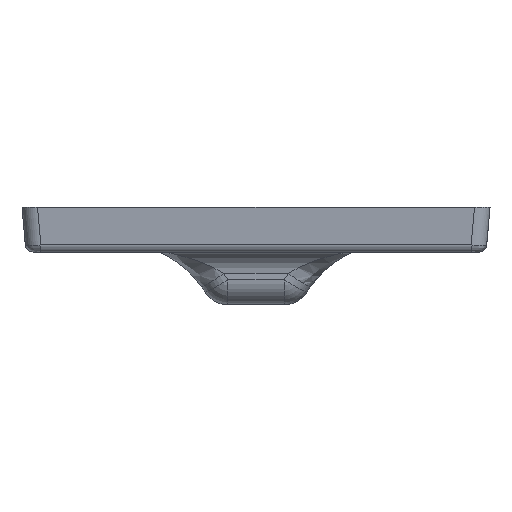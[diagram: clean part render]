
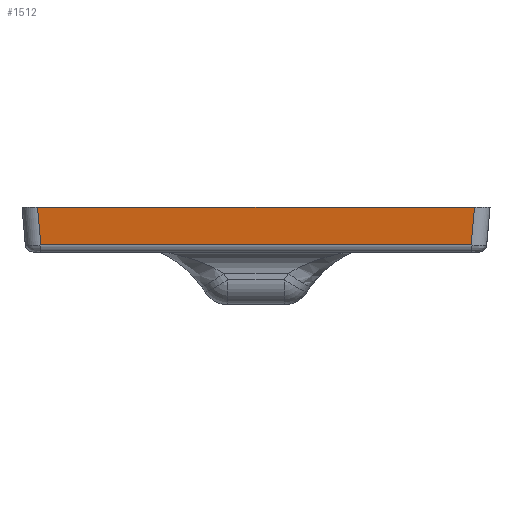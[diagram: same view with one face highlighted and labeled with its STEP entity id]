
A CAD part, front view. The second image highlights one B-rep face of the part: STEP entity #1512.
In plain terms, the highlighted planar face has unit normal (0, -0.996, -0.087).
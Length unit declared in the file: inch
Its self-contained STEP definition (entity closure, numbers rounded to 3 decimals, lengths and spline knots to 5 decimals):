
#1078 = DIRECTION ( 'NONE',  ( -1., 0., 0. ) ) ;
#1202 = CARTESIAN_POINT ( 'NONE',  ( 0.55593, -1.76578, -0.04827 ) ) ;
#1332 = ORIENTED_EDGE ( 'NONE', *, *, #5806, .F. ) ;
#1373 = ORIENTED_EDGE ( 'NONE', *, *, #8891, .F. ) ;
#1512 = ADVANCED_FACE ( 'NONE', ( #9988 ), #8720, .T. ) ;
#1573 = ORIENTED_EDGE ( 'NONE', *, *, #9760, .T. ) ;
#1935 = CARTESIAN_POINT ( 'NONE',  ( 0.55169, -1.76154, -0.09674 ) ) ;
#2244 = LINE ( 'NONE', #1202, #6835 ) ;
#3069 = CARTESIAN_POINT ( 'NONE',  ( 0., -1.77, 0. ) ) ;
#3581 = CARTESIAN_POINT ( 'NONE',  ( 0.56015, -1.77, 0. ) ) ;
#3858 = VECTOR ( 'NONE', #14240, 39.37008 ) ;
#5143 = VECTOR ( 'NONE', #5632, 39.37008 ) ;
#5632 = DIRECTION ( 'NONE',  ( 1., 0., 0. ) ) ;
#5806 = EDGE_CURVE ( 'NONE', #13904, #15348, #15794, .T. ) ;
#6426 = DIRECTION ( 'NONE',  ( -0.087, 0.087, -0.992 ) ) ;
#6462 = ORIENTED_EDGE ( 'NONE', *, *, #9534, .F. ) ;
#6835 = VECTOR ( 'NONE', #6426, 39.37008 ) ;
#7949 = EDGE_LOOP ( 'NONE', ( #1573, #6462, #1373, #1332 ) ) ;
#8720 = PLANE ( 'NONE',  #10252 ) ;
#8754 = CARTESIAN_POINT ( 'NONE',  ( -0.56015, -1.77, 0. ) ) ;
#8891 = EDGE_CURVE ( 'NONE', #15348, #9869, #2244, .T. ) ;
#9534 = EDGE_CURVE ( 'NONE', #9869, #14271, #15268, .T. ) ;
#9760 = EDGE_CURVE ( 'NONE', #13904, #14271, #16630, .T. ) ;
#9869 = VERTEX_POINT ( 'NONE', #1935 ) ;
#9988 = FACE_OUTER_BOUND ( 'NONE', #7949, .T. ) ;
#10252 = AXIS2_PLACEMENT_3D ( 'NONE', #15163, #13876, #13010 ) ;
#12281 = VECTOR ( 'NONE', #1078, 39.37008 ) ;
#12572 = CARTESIAN_POINT ( 'NONE',  ( 0., -1.76154, -0.09674 ) ) ;
#12951 = CARTESIAN_POINT ( 'NONE',  ( -0.55169, -1.76154, -0.09674 ) ) ;
#13010 = DIRECTION ( 'NONE',  ( 0., -0.087, 0.996 ) ) ;
#13876 = DIRECTION ( 'NONE',  ( 0., -0.996, -0.087 ) ) ;
#13904 = VERTEX_POINT ( 'NONE', #8754 ) ;
#14240 = DIRECTION ( 'NONE',  ( 0.087, 0.087, -0.992 ) ) ;
#14271 = VERTEX_POINT ( 'NONE', #12951 ) ;
#15163 = CARTESIAN_POINT ( 'NONE',  ( 0., -1.77, 0. ) ) ;
#15268 = LINE ( 'NONE', #12572, #12281 ) ;
#15348 = VERTEX_POINT ( 'NONE', #3581 ) ;
#15794 = LINE ( 'NONE', #3069, #5143 ) ;
#16630 = LINE ( 'NONE', #16792, #3858 ) ;
#16792 = CARTESIAN_POINT ( 'NONE',  ( -0.55593, -1.76578, -0.04827 ) ) ;
